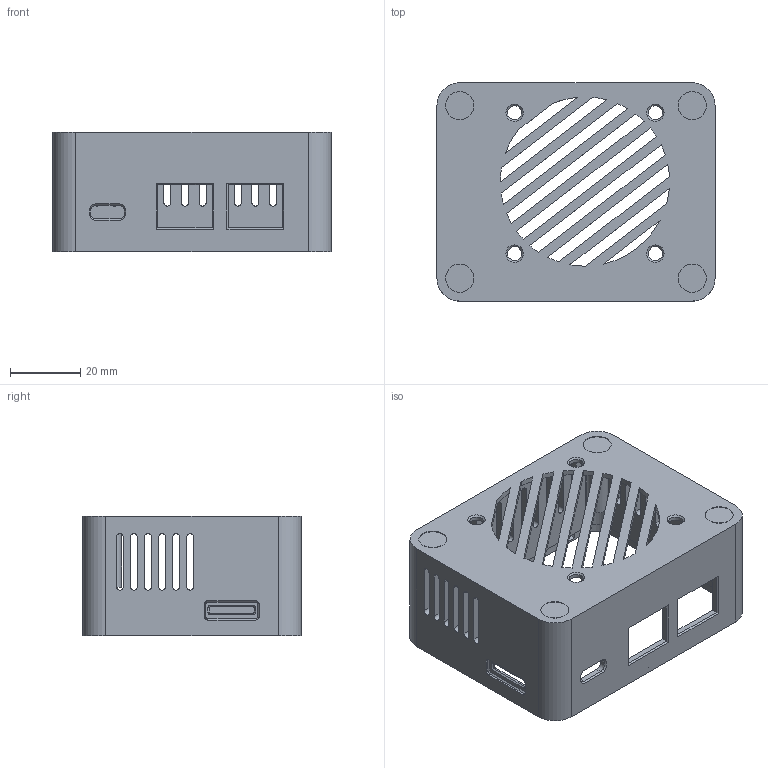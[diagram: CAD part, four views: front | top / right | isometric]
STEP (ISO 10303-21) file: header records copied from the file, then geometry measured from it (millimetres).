
FILE_DESCRIPTION(/* description */ (''),/* implementation_level */ '2;1');
FILE_NAME(/* name */ '',/* time_stamp */ '2025-05-28T10:50:52+08:00',/* author */ (''),/* organization */ (''),/* preprocessor_version */ 'ST-DEVELOPER v20.1',/* originating_system */ 'Autodesk Translation Framework v14.10.0.0',/* authorisation */ '');
FILE_SCHEMA (('AUTOMOTIVE_DESIGN { 1 0 10303 214 3 1 1 }'));
Length unit declared in the file: millimetre
Products named in the file (1): ap3000M盒子V2
Bounding box: 79 x 62 x 34 mm (x, y, z)
Volume: 21704.2 mm3; surface area: 27733 mm2
Topology: 1 solids, 1 shells, 290 faces, 763 edges, 494 vertices
Faces by surface type: plane 156, cylinder 114, cone 20
Full cylindrical faces by diameter (mm): 2 x4, 4 x4, 6 x4, 8 x4
Entity records: 9160 total; most frequent: DIRECTION 1589, CARTESIAN_POINT 1570, ORIENTED_EDGE 1526, EDGE_CURVE 763, AXIS2_PLACEMENT_3D 537, LINE 515, VECTOR 515, VERTEX_POINT 494
